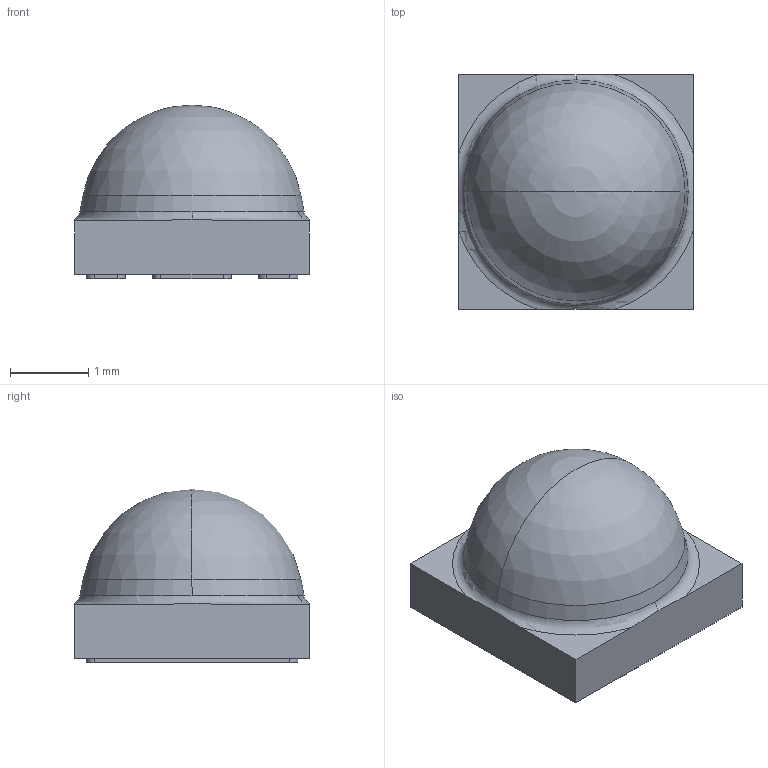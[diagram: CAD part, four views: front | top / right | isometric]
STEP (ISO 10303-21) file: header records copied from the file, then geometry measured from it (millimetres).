
FILE_DESCRIPTION (( 'STEP AP203' ), '1' );
FILE_NAME ('GD CSSRML_14_geometry.STEP', '2022-02-07T05:52:47', ( '' ), ( '' ), 'SwSTEP 2.0', 'SolidWorks 2020', '' );
FILE_SCHEMA (( 'CONFIG_CONTROL_DESIGN' ));
Length unit declared in the file: millimetre
Products named in the file (1): GD CSSRML_14_geometry
Bounding box: 3 x 3 x 2.22 mm (x, y, z)
Volume: 12.9 mm3; surface area: 33.6 mm2
Topology: 1 solids, 1 shells, 47 faces, 127 edges, 83 vertices
Faces by surface type: plane 25, cylinder 16, torus 2, cone 2, sphere 2
Entity records: 1620 total; most frequent: CARTESIAN_POINT 342, DIRECTION 259, ORIENTED_EDGE 248, EDGE_CURVE 124, AXIS2_PLACEMENT_3D 93, VERTEX_POINT 82, LINE 73, VECTOR 73
